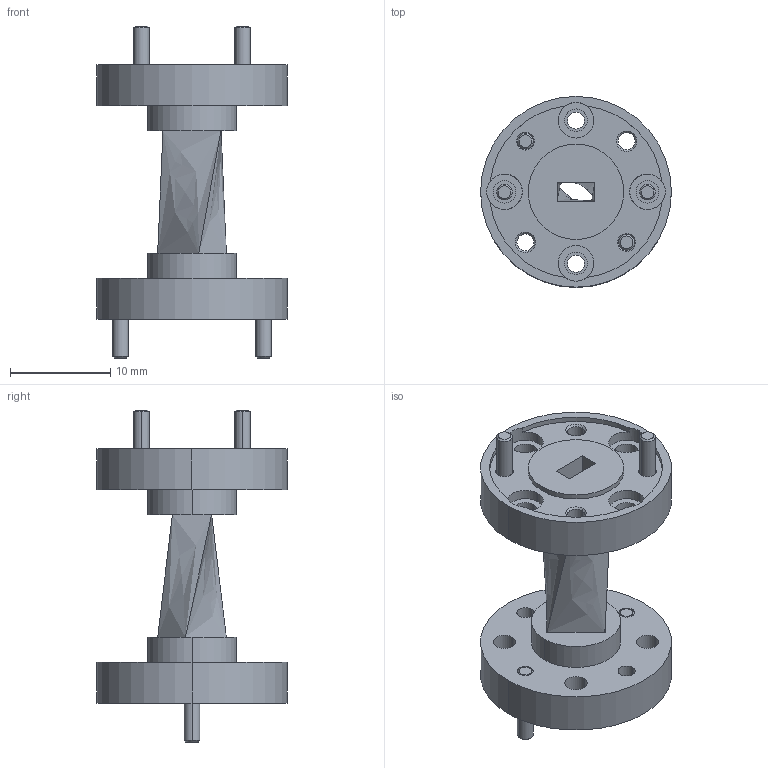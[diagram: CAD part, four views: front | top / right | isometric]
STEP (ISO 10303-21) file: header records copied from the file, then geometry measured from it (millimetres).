
FILE_DESCRIPTION (( 'STEP AP214' ), '1' );
FILE_NAME ('WB-TV-5R-A-L.STEP', '2025-02-03T21:53:42', ( '' ), ( '' ), 'SwSTEP 2.0', 'SolidWorks 2021', '' );
FILE_SCHEMA (( 'AUTOMOTIVE_DESIGN' ));
Length unit declared in the file: inch
Products named in the file (1): WB-TV-5R-A-L
Bounding box: 19.05 x 19.05 x 33.15 mm (x, y, z)
Volume: 2407.8 mm3; surface area: 2734.1 mm2
Topology: 5 solids, 5 shells, 136 faces, 314 edges, 196 vertices
Faces by surface type: cylinder 66, cone 32, plane 30, bspline 8
Entity records: 5882 total; most frequent: CARTESIAN_POINT 751, DIRECTION 740, ORIENTED_EDGE 628, EDGE_CURVE 314, AXIS2_PLACEMENT_3D 301, VERTEX_POINT 196, EDGE_LOOP 178, CIRCLE 172
